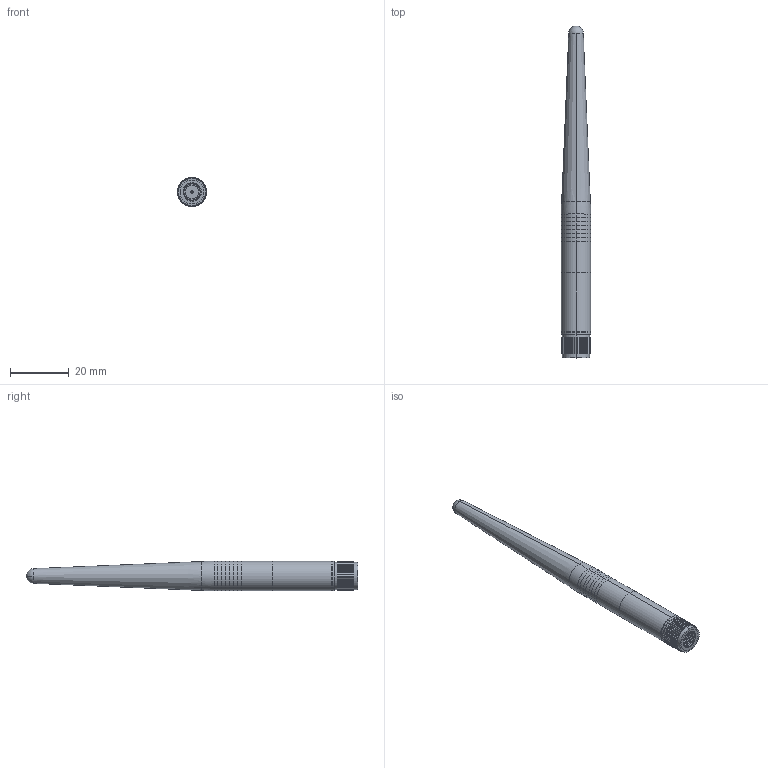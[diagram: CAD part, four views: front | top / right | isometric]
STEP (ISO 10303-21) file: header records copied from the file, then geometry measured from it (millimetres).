
FILE_DESCRIPTION (( 'STEP AP214' ), '1' );
FILE_NAME ('ANT-2.4-CW-CT-RPS.STEP', '2020-10-13T18:03:34', ( '' ), ( '' ), 'SwSTEP 2.0', 'SolidWorks 2017', '' );
FILE_SCHEMA (( 'AUTOMOTIVE_DESIGN' ));
Length unit declared in the file: millimetre
Products named in the file (1): ANT-2.4-CW-CT-RPS
Bounding box: 10 x 113 x 10 mm (x, y, z)
Volume: 6501.3 mm3; surface area: 4767.9 mm2
Topology: 11 solids, 11 shells, 223 faces, 563 edges, 374 vertices
Faces by surface type: plane 130, cylinder 80, cone 6, bspline 3, torus 2, sphere 2
Entity records: 9718 total; most frequent: CARTESIAN_POINT 3298, ORIENTED_EDGE 1122, DIRECTION 1073, EDGE_CURVE 561, VERTEX_POINT 374, LINE 373, VECTOR 373, AXIS2_PLACEMENT_3D 350
